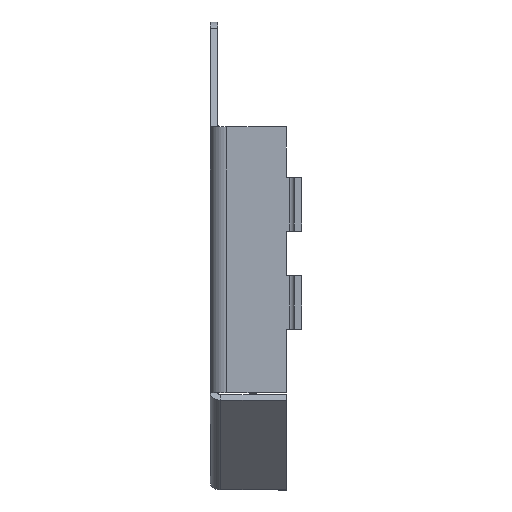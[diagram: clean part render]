
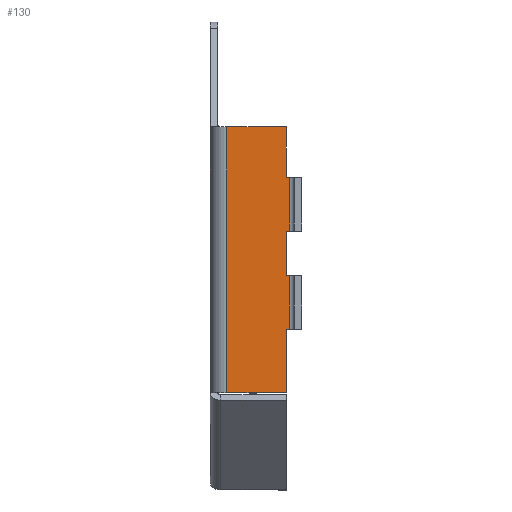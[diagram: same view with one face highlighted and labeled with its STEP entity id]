
A CAD part, left-side view. The second image highlights one B-rep face of the part: STEP entity #130.
In plain terms, the highlighted planar face has unit normal (-1, 0, 0).
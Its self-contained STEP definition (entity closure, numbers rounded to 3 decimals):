
#125 = LINE ( 'NONE', #1555, #1735 ) ;
#130 = ADVANCED_FACE ( 'NONE', ( #153 ), #4134, .F. ) ;
#153 = FACE_OUTER_BOUND ( 'NONE', #4530, .T. ) ;
#160 = CARTESIAN_POINT ( 'NONE',  ( -10.54, 2.5, 4.186 ) ) ;
#267 = DIRECTION ( 'NONE',  ( 0., 1., 0. ) ) ;
#311 = CARTESIAN_POINT ( 'NONE',  ( -10.54, 0.4, 0. ) ) ;
#325 = ORIENTED_EDGE ( 'NONE', *, *, #2012, .T. ) ;
#335 = CARTESIAN_POINT ( 'NONE',  ( -10.54, 0.51, -0.774 ) ) ;
#416 = LINE ( 'NONE', #2799, #3535 ) ;
#418 = EDGE_CURVE ( 'NONE', #1311, #425, #2572, .T. ) ;
#425 = VERTEX_POINT ( 'NONE', #960 ) ;
#432 = ORIENTED_EDGE ( 'NONE', *, *, #1896, .T. ) ;
#442 = DIRECTION ( 'NONE',  ( 0., 1., 0. ) ) ;
#534 = LINE ( 'NONE', #4707, #2727 ) ;
#540 = VERTEX_POINT ( 'NONE', #335 ) ;
#598 = VECTOR ( 'NONE', #267, 1000. ) ;
#607 = DIRECTION ( 'NONE',  ( 0., -1., 0. ) ) ;
#609 = ORIENTED_EDGE ( 'NONE', *, *, #4592, .T. ) ;
#682 = CARTESIAN_POINT ( 'NONE',  ( -10.54, 0.4, 0.706 ) ) ;
#707 = DIRECTION ( 'NONE',  ( 0., 0., 1. ) ) ;
#720 = ORIENTED_EDGE ( 'NONE', *, *, #3440, .T. ) ;
#790 = ORIENTED_EDGE ( 'NONE', *, *, #2571, .T. ) ;
#846 = CARTESIAN_POINT ( 'NONE',  ( -10.54, 0.4, 2.506 ) ) ;
#879 = LINE ( 'NONE', #3976, #598 ) ;
#960 = CARTESIAN_POINT ( 'NONE',  ( -10.54, 0.4, -0.774 ) ) ;
#1120 = ORIENTED_EDGE ( 'NONE', *, *, #2086, .T. ) ;
#1217 = VERTEX_POINT ( 'NONE', #4338 ) ;
#1239 = DIRECTION ( 'NONE',  ( 1., 0., 0. ) ) ;
#1311 = VERTEX_POINT ( 'NONE', #4434 ) ;
#1394 = VECTOR ( 'NONE', #2056, 1000. ) ;
#1487 = VERTEX_POINT ( 'NONE', #3333 ) ;
#1515 = VERTEX_POINT ( 'NONE', #846 ) ;
#1543 = VECTOR ( 'NONE', #1988, 1000. ) ;
#1555 = CARTESIAN_POINT ( 'NONE',  ( -10.54, 0., 4.186 ) ) ;
#1580 = DIRECTION ( 'NONE',  ( 0., 0., 1. ) ) ;
#1610 = CARTESIAN_POINT ( 'NONE',  ( -10.54, 0.51, 4.186 ) ) ;
#1611 = CARTESIAN_POINT ( 'NONE',  ( -10.54, 0., 0. ) ) ;
#1735 = VECTOR ( 'NONE', #3048, 1000. ) ;
#1746 = ORIENTED_EDGE ( 'NONE', *, *, #4313, .F. ) ;
#1758 = CARTESIAN_POINT ( 'NONE',  ( -10.54, 0.51, -2.574 ) ) ;
#1846 = LINE ( 'NONE', #2451, #2782 ) ;
#1896 = EDGE_CURVE ( 'NONE', #3561, #1515, #3361, .T. ) ;
#1970 = ORIENTED_EDGE ( 'NONE', *, *, #418, .T. ) ;
#1988 = DIRECTION ( 'NONE',  ( 0., 0., 1. ) ) ;
#2012 = EDGE_CURVE ( 'NONE', #2775, #3561, #4280, .T. ) ;
#2056 = DIRECTION ( 'NONE',  ( 0., 1., 0. ) ) ;
#2086 = EDGE_CURVE ( 'NONE', #4331, #3512, #2259, .T. ) ;
#2133 = LINE ( 'NONE', #3206, #2291 ) ;
#2259 = LINE ( 'NONE', #3481, #4554 ) ;
#2291 = VECTOR ( 'NONE', #3583, 1000. ) ;
#2314 = EDGE_CURVE ( 'NONE', #1217, #4331, #534, .T. ) ;
#2343 = CARTESIAN_POINT ( 'NONE',  ( -10.54, 0.51, -4.686 ) ) ;
#2395 = VERTEX_POINT ( 'NONE', #3985 ) ;
#2449 = ORIENTED_EDGE ( 'NONE', *, *, #2842, .T. ) ;
#2451 = CARTESIAN_POINT ( 'NONE',  ( -10.54, 0.51, 0. ) ) ;
#2518 = VECTOR ( 'NONE', #4304, 1000. ) ;
#2543 = LINE ( 'NONE', #160, #1543 ) ;
#2571 = EDGE_CURVE ( 'NONE', #4285, #1487, #125, .T. ) ;
#2572 = LINE ( 'NONE', #4664, #2518 ) ;
#2727 = VECTOR ( 'NONE', #4726, 1000. ) ;
#2775 = VERTEX_POINT ( 'NONE', #2816 ) ;
#2779 = ORIENTED_EDGE ( 'NONE', *, *, #2314, .T. ) ;
#2782 = VECTOR ( 'NONE', #707, 1000. ) ;
#2799 = CARTESIAN_POINT ( 'NONE',  ( -10.54, 0., -2.574 ) ) ;
#2816 = CARTESIAN_POINT ( 'NONE',  ( -10.54, 0.51, 0.706 ) ) ;
#2825 = EDGE_CURVE ( 'NONE', #1515, #2395, #3356, .T. ) ;
#2842 = EDGE_CURVE ( 'NONE', #425, #540, #879, .T. ) ;
#2921 = ORIENTED_EDGE ( 'NONE', *, *, #2825, .T. ) ;
#3048 = DIRECTION ( 'NONE',  ( 0., 1., 0. ) ) ;
#3116 = DIRECTION ( 'NONE',  ( 0., -1., 0. ) ) ;
#3206 = CARTESIAN_POINT ( 'NONE',  ( -10.54, 0.51, 0. ) ) ;
#3333 = CARTESIAN_POINT ( 'NONE',  ( -10.54, 2.5, 4.186 ) ) ;
#3356 = LINE ( 'NONE', #3523, #1394 ) ;
#3361 = LINE ( 'NONE', #311, #4496 ) ;
#3440 = EDGE_CURVE ( 'NONE', #3512, #1311, #416, .T. ) ;
#3481 = CARTESIAN_POINT ( 'NONE',  ( -10.54, 0.51, 0. ) ) ;
#3512 = VERTEX_POINT ( 'NONE', #1758 ) ;
#3523 = CARTESIAN_POINT ( 'NONE',  ( -10.54, 0., 2.506 ) ) ;
#3535 = VECTOR ( 'NONE', #607, 1000. ) ;
#3561 = VERTEX_POINT ( 'NONE', #682 ) ;
#3583 = DIRECTION ( 'NONE',  ( 0., 0., 1. ) ) ;
#3671 = DIRECTION ( 'NONE',  ( 0., 0., 1. ) ) ;
#3839 = CARTESIAN_POINT ( 'NONE',  ( -10.54, 0., 0.706 ) ) ;
#3976 = CARTESIAN_POINT ( 'NONE',  ( -10.54, 0., -0.774 ) ) ;
#3985 = CARTESIAN_POINT ( 'NONE',  ( -10.54, 0.51, 2.506 ) ) ;
#4055 = EDGE_CURVE ( 'NONE', #540, #2775, #1846, .T. ) ;
#4134 = PLANE ( 'NONE',  #4403 ) ;
#4225 = VECTOR ( 'NONE', #3116, 1000. ) ;
#4280 = LINE ( 'NONE', #3839, #4225 ) ;
#4285 = VERTEX_POINT ( 'NONE', #1610 ) ;
#4304 = DIRECTION ( 'NONE',  ( 0., 0., 1. ) ) ;
#4313 = EDGE_CURVE ( 'NONE', #1217, #1487, #2543, .T. ) ;
#4331 = VERTEX_POINT ( 'NONE', #2343 ) ;
#4338 = CARTESIAN_POINT ( 'NONE',  ( -10.54, 2.5, -4.686 ) ) ;
#4403 = AXIS2_PLACEMENT_3D ( 'NONE', #1611, #1239, #442 ) ;
#4434 = CARTESIAN_POINT ( 'NONE',  ( -10.54, 0.4, -2.574 ) ) ;
#4496 = VECTOR ( 'NONE', #3671, 1000. ) ;
#4530 = EDGE_LOOP ( 'NONE', ( #1120, #720, #1970, #2449, #4570, #325, #432, #2921, #609, #790, #1746, #2779 ) ) ;
#4554 = VECTOR ( 'NONE', #1580, 1000. ) ;
#4570 = ORIENTED_EDGE ( 'NONE', *, *, #4055, .T. ) ;
#4592 = EDGE_CURVE ( 'NONE', #2395, #4285, #2133, .T. ) ;
#4664 = CARTESIAN_POINT ( 'NONE',  ( -10.54, 0.4, 0. ) ) ;
#4707 = CARTESIAN_POINT ( 'NONE',  ( -10.54, 0., -4.686 ) ) ;
#4726 = DIRECTION ( 'NONE',  ( 0., -1., 0. ) ) ;
